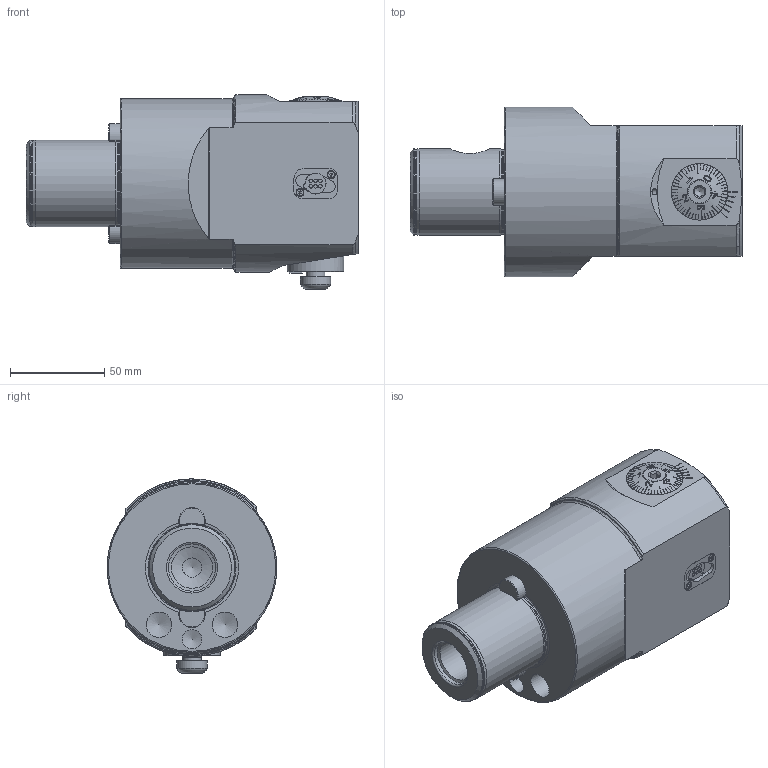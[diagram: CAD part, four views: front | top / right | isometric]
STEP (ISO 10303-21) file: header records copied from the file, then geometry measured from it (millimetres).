
FILE_DESCRIPTION (( 'STEP AP214' ), '1' );
FILE_NAME ('ST7.F94.DA2.130.STEP', '2019-08-22T13:47:52', ( '' ), ( '' ), 'SwSTEP 2.0', 'SolidWorks 2017', '' );
FILE_SCHEMA (( 'AUTOMOTIVE_DESIGN' ));
Length unit declared in the file: millimetre
Products named in the file (25): F94-BG1.DA1.030_B; ST7-F94.DA1.130_A; DIN 3771 - 25x1.5; Fxx-BG7.DA1.0xx_B_F72; PEF-DA1.011.017_A; WCB-ER2.001.009_A; F55-ER1.101.016_A; Fxx-BG7.DA2.0xx_F72; ISO 4026 - M10 x 16; F94-BG2.015.024_B; Fxx-MAB.xxx.xxx_A_F94; F94-BG1.DA2.030_verstellbar; F55-BG1.012.012_A; DIN 3771 - 13x1; ST7-ER2.001.014_A; A55-BG2.011.016_D; A55-BG2.012.006_B; ST7.F94.DA2.130; Klebstoff D10; PEF-DA1.010.032_A; F94-BG2.014.024_B; F94-BG1.DA3.030; ISO 4762 - M2 x 6; A55-BG3.011.033_A_gek〉zt; A55-BG2.013.005_C
Assembly tree (29 placements, depth 4):
  ST7.F94.DA2.130
    ST7-F94.DA1.130_A
    F55-ER1.101.016_A
    A55-BG3.011.033_A_gek〉zt
    WCB-ER2.001.009_A
    Klebstoff D10
    Fxx-BG7.DA2.0xx_F72
      Fxx-BG7.DA1.0xx_B_F72
      PEF-DA1.011.017_A
      PEF-DA1.010.032_A
      ISO 4762 - M2 x 6  x2
      DIN 3771 - 13x1
    DIN 3771 - 13x1
    F94-BG1.DA2.030_verstellbar
      F94-BG1.DA3.030
        F94-BG1.DA1.030_B
        F55-BG1.012.012_A
      A55-BG2.013.005_C
      A55-BG2.012.006_B
      F94-BG2.015.024_B
        A55-BG2.011.016_D
        F94-BG2.014.024_B
      DIN 3771 - 25x1.5
      Fxx-MAB.xxx.xxx_A_F94
    ISO 4762 - M2 x 6  x2
    ISO 4026 - M10 x 16
    ST7-ER2.001.014_A  x2
Bounding box: 176 x 90 x 102.94 mm (x, y, z)
Volume: 760487.9 mm3; surface area: 105760.3 mm2
Topology: 25 solids, 25 shells, 829 faces, 2098 edges, 1348 vertices
Faces by surface type: plane 435, cylinder 157, cone 149, torus 51, bspline 36, sphere 1
Full cylindrical faces by diameter (mm): 1.6 x2, 1.9 x6, 2 x4, 2.2 x2, 3.3 x7, 3.8 x4, 4 x1, 4.2 x3, 5 x1, 5.25 x1, 6 x4, 8 x2, 8.5 x2, 9.95 x1, 10 x4, 10.2 x2, 11.5 x1, 11.6 x1, 11.75 x1, 11.95 x1, 12 x4, 12.4 x1, 13 x3, 13.5 x2, 14 x2, 14.2 x1, 15 x1, 15.5 x1, 16 x1, 18 x1
Entity records: 30062 total; most frequent: CARTESIAN_POINT 8844, ORIENTED_EDGE 3398, DIRECTION 3147, EDGE_CURVE 1699, AXIS2_PLACEMENT_3D 1245, VERTEX_POINT 1195, EDGE_LOOP 988, FACE_OUTER_BOUND 860
